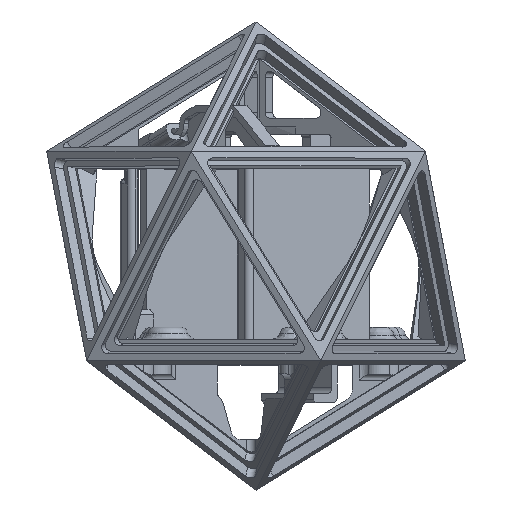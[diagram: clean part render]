
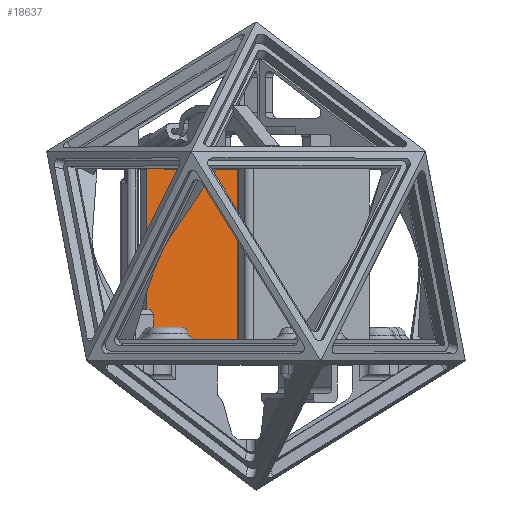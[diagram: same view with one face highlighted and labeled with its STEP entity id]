
A CAD part, top view. The second image highlights one B-rep face of the part: STEP entity #18637.
In plain terms, the highlighted planar face has unit normal (0.643, 0, 0.766).
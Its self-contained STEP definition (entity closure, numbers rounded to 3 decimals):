
#2138=FACE_OUTER_BOUND('',#3195,.T.);
#3195=EDGE_LOOP('',(#15192,#15193,#15194,#15195,#15196,#15197,#15198,#15199,
#15200,#15201));
#4508=LINE('',#30284,#6292);
#4514=LINE('',#30312,#6298);
#4517=LINE('',#30318,#6301);
#4518=LINE('',#30321,#6302);
#4553=LINE('',#30535,#6337);
#4598=LINE('',#31058,#6382);
#4748=LINE('',#31521,#6532);
#4859=LINE('',#31851,#6643);
#4862=LINE('',#31857,#6646);
#4881=LINE('',#31920,#6665);
#6292=VECTOR('',#23360,10.);
#6298=VECTOR('',#23372,10.);
#6301=VECTOR('',#23377,10.);
#6302=VECTOR('',#23380,10.);
#6337=VECTOR('',#23421,10.);
#6382=VECTOR('',#23554,10.);
#6532=VECTOR('',#23906,10.);
#6643=VECTOR('',#24191,10.);
#6646=VECTOR('',#24198,10.);
#6665=VECTOR('',#24269,10.);
#8167=VERTEX_POINT('',#30280);
#8168=VERTEX_POINT('',#30282);
#8175=VERTEX_POINT('',#30308);
#8176=VERTEX_POINT('',#30310);
#8178=VERTEX_POINT('',#30316);
#8179=VERTEX_POINT('',#30320);
#8317=VERTEX_POINT('',#31057);
#8462=VERTEX_POINT('',#31519);
#8537=VERTEX_POINT('',#31843);
#8539=VERTEX_POINT('',#31849);
#10385=EDGE_CURVE('',#8168,#8167,#4508,.T.);
#10394=EDGE_CURVE('',#8175,#8176,#4514,.T.);
#10397=EDGE_CURVE('',#8178,#8176,#4517,.T.);
#10398=EDGE_CURVE('',#8179,#8168,#4518,.T.);
#10453=EDGE_CURVE('',#8167,#8178,#4553,.T.);
#10547=EDGE_CURVE('',#8317,#8175,#4598,.T.);
#10752=EDGE_CURVE('',#8462,#8179,#4748,.T.);
#10897=EDGE_CURVE('',#8539,#8537,#4859,.T.);
#10900=EDGE_CURVE('',#8537,#8462,#4862,.T.);
#10929=EDGE_CURVE('',#8317,#8539,#4881,.T.);
#15192=ORIENTED_EDGE('',*,*,#10398,.F.);
#15193=ORIENTED_EDGE('',*,*,#10752,.F.);
#15194=ORIENTED_EDGE('',*,*,#10900,.F.);
#15195=ORIENTED_EDGE('',*,*,#10897,.F.);
#15196=ORIENTED_EDGE('',*,*,#10929,.F.);
#15197=ORIENTED_EDGE('',*,*,#10547,.T.);
#15198=ORIENTED_EDGE('',*,*,#10394,.T.);
#15199=ORIENTED_EDGE('',*,*,#10397,.F.);
#15200=ORIENTED_EDGE('',*,*,#10453,.F.);
#15201=ORIENTED_EDGE('',*,*,#10385,.F.);
#17826=PLANE('',#20205);
#18637=ADVANCED_FACE('',(#2138),#17826,.F.);
#20205=AXIS2_PLACEMENT_3D('',#31919,#24267,#24268);
#23360=DIRECTION('',(0.766,0.,-0.643));
#23372=DIRECTION('',(0.766,0.,-0.643));
#23377=DIRECTION('',(0.,-1.,0.));
#23380=DIRECTION('',(0.766,0.,-0.643));
#23421=DIRECTION('',(0.766,0.,-0.643));
#23554=DIRECTION('',(0.,1.,0.));
#23906=DIRECTION('',(0.,1.,0.));
#24191=DIRECTION('',(0.,1.,0.));
#24198=DIRECTION('',(0.,1.,0.));
#24267=DIRECTION('center_axis',(-0.643,0.,
-0.766));
#24268=DIRECTION('ref_axis',(-0.766,0.,0.643));
#24269=DIRECTION('',(-0.766,0.,0.643));
#30280=CARTESIAN_POINT('',(-3.578,-3.,-17.397));
#30282=CARTESIAN_POINT('',(-16.493,-3.,-6.56));
#30284=CARTESIAN_POINT('',(-17.04,-3.,-6.101));
#30308=CARTESIAN_POINT('',(-17.04,-32.128,-6.101));
#30310=CARTESIAN_POINT('',(-1.938,-32.128,-18.773));
#30312=CARTESIAN_POINT('',(-17.04,-32.128,-6.101));
#30316=CARTESIAN_POINT('',(-1.938,-3.,-18.773));
#30318=CARTESIAN_POINT('',(-1.938,-3.,-18.773));
#30320=CARTESIAN_POINT('',(-18.726,-3.,-4.687));
#30321=CARTESIAN_POINT('',(-14.474,-3.,-8.254));
#30535=CARTESIAN_POINT('',(-14.474,-3.,-8.254));
#31057=CARTESIAN_POINT('',(-17.04,-33.489,-6.101));
#31058=CARTESIAN_POINT('',(-17.04,-33.489,-6.101));
#31519=CARTESIAN_POINT('',(-18.726,-3.017,-4.687));
#31521=CARTESIAN_POINT('',(-18.726,-33.489,-4.687));
#31843=CARTESIAN_POINT('',(-18.726,-26.917,-4.687));
#31849=CARTESIAN_POINT('',(-18.726,-33.489,-4.687));
#31851=CARTESIAN_POINT('',(-18.726,-33.489,-4.687));
#31857=CARTESIAN_POINT('',(-18.726,-33.489,-4.687));
#31919=CARTESIAN_POINT('Origin',(-17.04,-33.489,-6.101));
#31920=CARTESIAN_POINT('',(-18.28,-33.489,-5.061));
